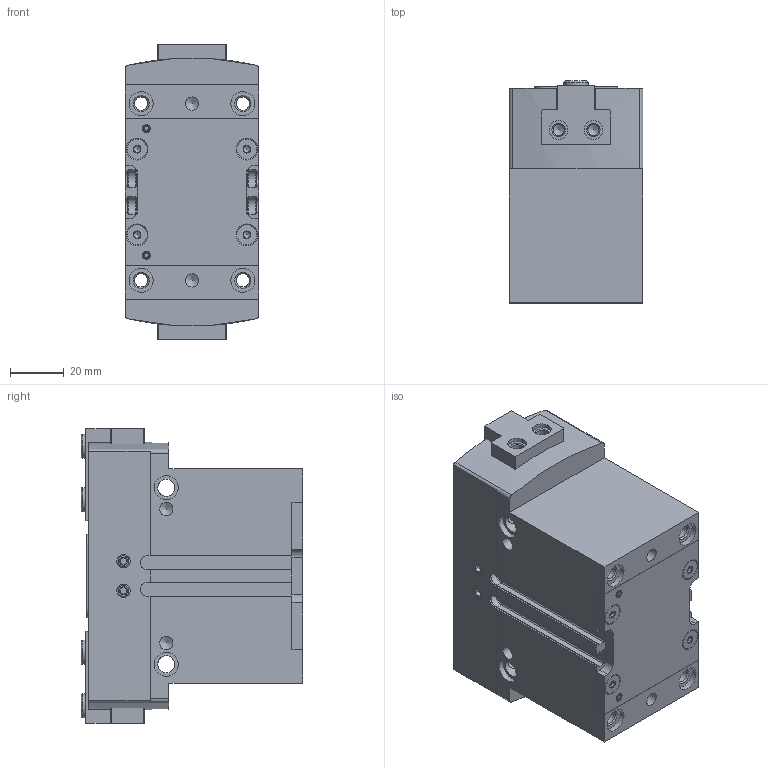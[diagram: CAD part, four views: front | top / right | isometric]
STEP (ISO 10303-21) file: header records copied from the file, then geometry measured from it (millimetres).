
FILE_DESCRIPTION(/* description */ ('STEP AP214'),/* implementation_level */ '2;1');
FILE_NAME(/* name */ '560220_HGPT-40-A-B-F-G1',/* time_stamp */ '2024-08-29T07:22:35+02:00',/* author */ ('License CC BY-ND 4.0'),/* organization */ ('CADENAS'),/* preprocessor_version */ 'ST-DEVELOPER v19.3',/* originating_system */ 'PARTsolutions',/* authorisation */ ' ');
FILE_SCHEMA (('AUTOMOTIVE_DESIGN {1 0 10303 214 3 1 1}'));
Length unit declared in the file: millimetre
Products named in the file (6): 560220 HGPT-40-A-B-F-G1---(0); 560220 HGPT-40-A-B-F-G1---(0)G; BBAC40680 HGPT-40-A-B-F; 8137184 ZBH-9-B; DIN-913 - M5x5; DIN-913 - M3x4
Assembly tree (13 placements, depth 2):
  560220 HGPT-40-A-B-F-G1---(0)
    560220 HGPT-40-A-B-F-G1---(0)G
    BBAC40680 HGPT-40-A-B-F  x2
    8137184 ZBH-9-B  x4
    DIN-913 - M5x5  x4
    DIN-913 - M3x4  x2
Bounding box: 50 x 82.8 x 110 mm (x, y, z)
Volume: 319683 mm3; surface area: 64624.2 mm2
Topology: 13 solids, 13 shells, 666 faces, 1470 edges, 878 vertices
Faces by surface type: plane 352, cone 156, cylinder 138, torus 20
Full cylindrical faces by diameter (mm): 2.459 x2, 3 x2, 4.134 x10, 4.917 x8, 5 x8, 5.1 x8, 6 x4, 6.3 x4, 6.4 x2, 7 x4, 7.53 x4, 8.1 x4, 9 x14, 11 x2
Entity records: 17206 total; most frequent: CARTESIAN_POINT 2684, DIRECTION 2450, ORIENTED_EDGE 2068, EDGE_CURVE 1034, AXIS2_PLACEMENT_3D 948, FACE_BOUND 734, EDGE_LOOP 716, VERTEX_POINT 696
